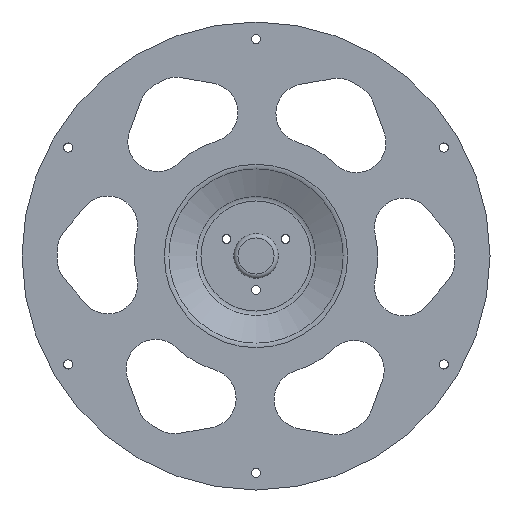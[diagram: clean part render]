
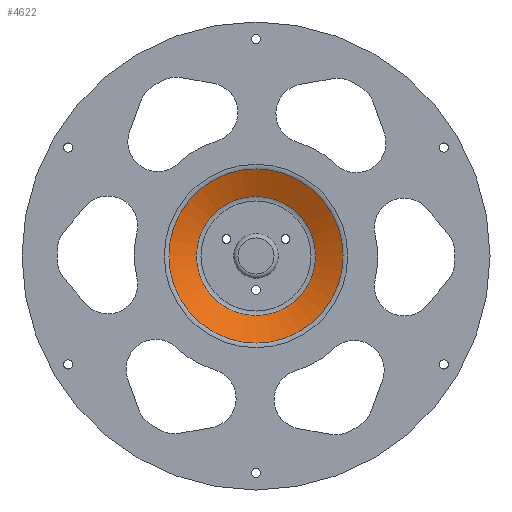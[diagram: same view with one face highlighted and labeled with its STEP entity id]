
A CAD part, front view. The second image highlights one B-rep face of the part: STEP entity #4622.
In plain terms, the highlighted conical face has half-angle 64.983 degrees and reference radius 34.5 mm.
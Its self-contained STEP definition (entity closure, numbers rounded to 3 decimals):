
#26=CONICAL_SURFACE('',#5089,34.5,1.134);
#671=FACE_OUTER_BOUND('',#965,.T.);
#965=EDGE_LOOP('',(#4199,#4200,#4201,#4202,#4203,#4204));
#1293=LINE('',#9624,#1604);
#1604=VECTOR('',#6313,34.5);
#1792=CIRCLE('',#5087,28.005);
#1793=CIRCLE('',#5088,28.005);
#1794=CIRCLE('',#5090,40.995);
#1795=CIRCLE('',#5091,40.995);
#2226=VERTEX_POINT('',#9615);
#2227=VERTEX_POINT('',#9617);
#2228=VERTEX_POINT('',#9621);
#2229=VERTEX_POINT('',#9622);
#2903=EDGE_CURVE('',#2226,#2227,#1792,.T.);
#2904=EDGE_CURVE('',#2227,#2226,#1793,.T.);
#2905=EDGE_CURVE('',#2228,#2229,#1794,.T.);
#2906=EDGE_CURVE('',#2228,#2227,#1293,.T.);
#2907=EDGE_CURVE('',#2229,#2228,#1795,.T.);
#4199=ORIENTED_EDGE('',*,*,#2905,.F.);
#4200=ORIENTED_EDGE('',*,*,#2906,.T.);
#4201=ORIENTED_EDGE('',*,*,#2903,.F.);
#4202=ORIENTED_EDGE('',*,*,#2904,.F.);
#4203=ORIENTED_EDGE('',*,*,#2906,.F.);
#4204=ORIENTED_EDGE('',*,*,#2907,.F.);
#4622=ADVANCED_FACE('',(#671),#26,.F.);
#5087=AXIS2_PLACEMENT_3D('',#9618,#6305,#6306);
#5088=AXIS2_PLACEMENT_3D('',#9619,#6307,#6308);
#5089=AXIS2_PLACEMENT_3D('',#9620,#6309,#6310);
#5090=AXIS2_PLACEMENT_3D('',#9623,#6311,#6312);
#5091=AXIS2_PLACEMENT_3D('',#9625,#6314,#6315);
#6305=DIRECTION('center_axis',(0.,-1.,0.));
#6306=DIRECTION('ref_axis',(1.,0.,0.));
#6307=DIRECTION('center_axis',(0.,-1.,0.));
#6308=DIRECTION('ref_axis',(1.,0.,0.));
#6309=DIRECTION('center_axis',(0.,-1.,0.));
#6310=DIRECTION('ref_axis',(1.,0.,0.));
#6311=DIRECTION('center_axis',(0.,1.,0.));
#6312=DIRECTION('ref_axis',(1.,0.,0.));
#6313=DIRECTION('',(0.906,0.423,0.));
#6314=DIRECTION('center_axis',(0.,1.,0.));
#6315=DIRECTION('ref_axis',(1.,0.,0.));
#9615=CARTESIAN_POINT('',(0.,6.531,-28.005));
#9617=CARTESIAN_POINT('',(-28.005,6.531,0.));
#9618=CARTESIAN_POINT('Origin',(0.,6.531,0.));
#9619=CARTESIAN_POINT('Origin',(0.,6.531,0.));
#9620=CARTESIAN_POINT('Origin',(0.,3.5,0.));
#9621=CARTESIAN_POINT('',(-40.995,0.469,0.));
#9622=CARTESIAN_POINT('',(0.,0.469,40.995));
#9623=CARTESIAN_POINT('Origin',(0.,0.469,0.));
#9624=CARTESIAN_POINT('',(-34.5,3.5,0.));
#9625=CARTESIAN_POINT('Origin',(0.,0.469,0.));
